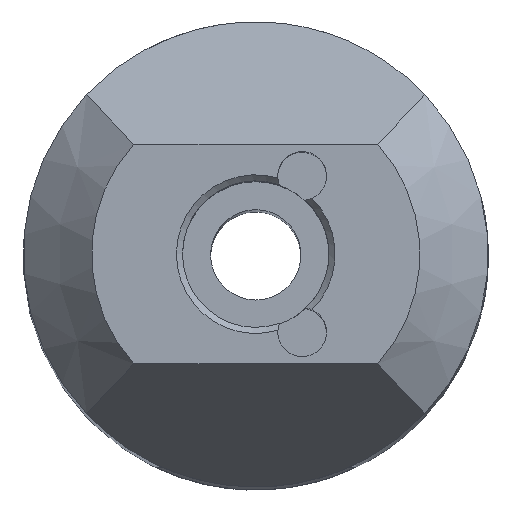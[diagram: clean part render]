
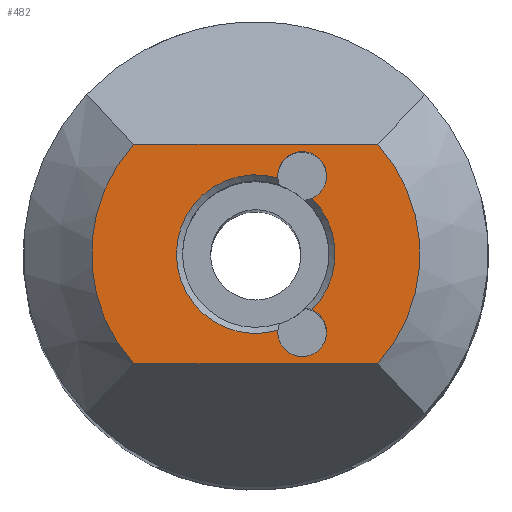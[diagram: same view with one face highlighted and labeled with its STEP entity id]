
A CAD part, top view. The second image highlights one B-rep face of the part: STEP entity #482.
In plain terms, the highlighted planar face has unit normal (0, 0, 1).
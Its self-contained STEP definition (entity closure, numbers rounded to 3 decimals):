
#63 = PLANE ( 'NONE',  #1600 ) ;
#82 = ORIENTED_EDGE ( 'NONE', *, *, #1069, .T. ) ;
#87 = CARTESIAN_POINT ( 'NONE',  ( 1.9, -3.2, 90. ) ) ;
#127 = EDGE_CURVE ( 'NONE', #2021, #312, #1719, .T. ) ;
#157 = CARTESIAN_POINT ( 'NONE',  ( 0.903, -3.122, 90. ) ) ;
#234 = EDGE_LOOP ( 'NONE', ( #1152, #247, #1946, #1472 ) ) ;
#247 = ORIENTED_EDGE ( 'NONE', *, *, #920, .T. ) ;
#266 = DIRECTION ( 'NONE',  ( 1., 0., 0. ) ) ;
#301 = DIRECTION ( 'NONE',  ( 1., 0., 0. ) ) ;
#312 = VERTEX_POINT ( 'NONE', #995 ) ;
#335 = CIRCLE ( 'NONE', #1486, 6.725 ) ;
#362 = VECTOR ( 'NONE', #1052, 1000. ) ;
#385 = CARTESIAN_POINT ( 'NONE',  ( 0., 0., 90. ) ) ;
#387 = CIRCLE ( 'NONE', #1534, 1. ) ;
#422 = EDGE_CURVE ( 'NONE', #1140, #1985, #387, .T. ) ;
#446 = DIRECTION ( 'NONE',  ( 0., 0., 1. ) ) ;
#464 = DIRECTION ( 'NONE',  ( 0., 0., 1. ) ) ;
#480 = EDGE_LOOP ( 'NONE', ( #1499, #82, #1009, #1721 ) ) ;
#482 = ADVANCED_FACE ( 'NONE', ( #1184, #838 ), #63, .T. ) ;
#540 = CIRCLE ( 'NONE', #1687, 1. ) ;
#583 = CARTESIAN_POINT ( 'NONE',  ( 0., 0., 90. ) ) ;
#633 = AXIS2_PLACEMENT_3D ( 'NONE', #385, #1997, #924 ) ;
#675 = VERTEX_POINT ( 'NONE', #808 ) ;
#686 = CIRCLE ( 'NONE', #986, 6.725 ) ;
#774 = CARTESIAN_POINT ( 'NONE',  ( 0., 0., 90. ) ) ;
#808 = CARTESIAN_POINT ( 'NONE',  ( -4.998, -4.5, 90. ) ) ;
#838 = FACE_BOUND ( 'NONE', #234, .T. ) ;
#920 = EDGE_CURVE ( 'NONE', #1432, #1985, #1389, .T. ) ;
#924 = DIRECTION ( 'NONE',  ( 1., 0., 0. ) ) ;
#958 = CARTESIAN_POINT ( 'NONE',  ( 1.9, 3.2, 90. ) ) ;
#986 = AXIS2_PLACEMENT_3D ( 'NONE', #1991, #1971, #1661 ) ;
#993 = VERTEX_POINT ( 'NONE', #1193 ) ;
#995 = CARTESIAN_POINT ( 'NONE',  ( 4.998, 4.5, 90. ) ) ;
#1009 = ORIENTED_EDGE ( 'NONE', *, *, #127, .F. ) ;
#1015 = CARTESIAN_POINT ( 'NONE',  ( 0., 0., 90. ) ) ;
#1052 = DIRECTION ( 'NONE',  ( 1., 0., 0. ) ) ;
#1069 = EDGE_CURVE ( 'NONE', #993, #312, #335, .T. ) ;
#1075 = VECTOR ( 'NONE', #1402, 1000. ) ;
#1140 = VERTEX_POINT ( 'NONE', #157 ) ;
#1144 = AXIS2_PLACEMENT_3D ( 'NONE', #774, #1385, #301 ) ;
#1145 = EDGE_CURVE ( 'NONE', #1432, #1810, #540, .T. ) ;
#1152 = ORIENTED_EDGE ( 'NONE', *, *, #1145, .F. ) ;
#1166 = DIRECTION ( 'NONE',  ( 1., 0., 0. ) ) ;
#1184 = FACE_OUTER_BOUND ( 'NONE', #480, .T. ) ;
#1193 = CARTESIAN_POINT ( 'NONE',  ( 4.998, -4.5, 90. ) ) ;
#1216 = CARTESIAN_POINT ( 'NONE',  ( -9.525, 4.5, 90. ) ) ;
#1241 = CIRCLE ( 'NONE', #1144, 3.25 ) ;
#1355 = LINE ( 'NONE', #1980, #362 ) ;
#1385 = DIRECTION ( 'NONE',  ( 0., 0., -1. ) ) ;
#1389 = CIRCLE ( 'NONE', #633, 3.25 ) ;
#1398 = DIRECTION ( 'NONE',  ( 1., 0., 0. ) ) ;
#1402 = DIRECTION ( 'NONE',  ( 1., 0., 0. ) ) ;
#1418 = CARTESIAN_POINT ( 'NONE',  ( -4.998, 4.5, 90. ) ) ;
#1432 = VERTEX_POINT ( 'NONE', #1713 ) ;
#1469 = DIRECTION ( 'NONE',  ( 0., 0., 1. ) ) ;
#1472 = ORIENTED_EDGE ( 'NONE', *, *, #1786, .T. ) ;
#1486 = AXIS2_PLACEMENT_3D ( 'NONE', #583, #446, #266 ) ;
#1499 = ORIENTED_EDGE ( 'NONE', *, *, #1944, .T. ) ;
#1534 = AXIS2_PLACEMENT_3D ( 'NONE', #87, #1469, #1166 ) ;
#1600 = AXIS2_PLACEMENT_3D ( 'NONE', #1015, #1629, #1807 ) ;
#1629 = DIRECTION ( 'NONE',  ( 0., 0., 1. ) ) ;
#1661 = DIRECTION ( 'NONE',  ( 1., 0., 0. ) ) ;
#1686 = CARTESIAN_POINT ( 'NONE',  ( 0.903, 3.122, 90. ) ) ;
#1687 = AXIS2_PLACEMENT_3D ( 'NONE', #958, #464, #1398 ) ;
#1699 = CARTESIAN_POINT ( 'NONE',  ( 2.309, -2.287, 90. ) ) ;
#1713 = CARTESIAN_POINT ( 'NONE',  ( 2.309, 2.287, 90. ) ) ;
#1719 = LINE ( 'NONE', #1216, #1075 ) ;
#1721 = ORIENTED_EDGE ( 'NONE', *, *, #1878, .T. ) ;
#1786 = EDGE_CURVE ( 'NONE', #1140, #1810, #1241, .T. ) ;
#1807 = DIRECTION ( 'NONE',  ( 1., 0., 0. ) ) ;
#1810 = VERTEX_POINT ( 'NONE', #1686 ) ;
#1878 = EDGE_CURVE ( 'NONE', #2021, #675, #686, .T. ) ;
#1944 = EDGE_CURVE ( 'NONE', #675, #993, #1355, .T. ) ;
#1946 = ORIENTED_EDGE ( 'NONE', *, *, #422, .F. ) ;
#1971 = DIRECTION ( 'NONE',  ( 0., 0., 1. ) ) ;
#1980 = CARTESIAN_POINT ( 'NONE',  ( -9.525, -4.5, 90. ) ) ;
#1985 = VERTEX_POINT ( 'NONE', #1699 ) ;
#1991 = CARTESIAN_POINT ( 'NONE',  ( 0., 0., 90. ) ) ;
#1997 = DIRECTION ( 'NONE',  ( 0., 0., -1. ) ) ;
#2021 = VERTEX_POINT ( 'NONE', #1418 ) ;
